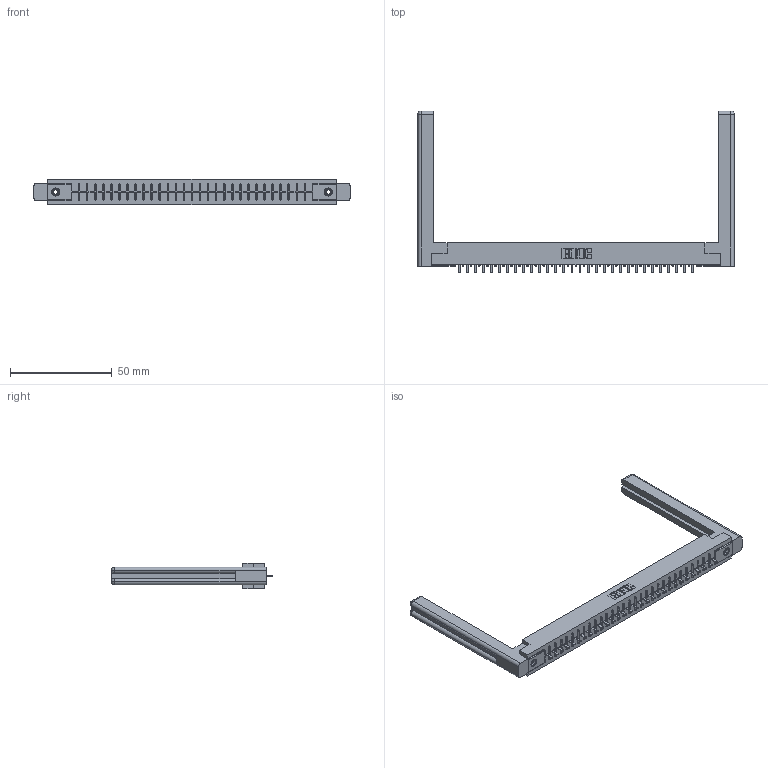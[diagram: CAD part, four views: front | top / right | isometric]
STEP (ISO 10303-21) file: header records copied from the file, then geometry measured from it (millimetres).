
FILE_DESCRIPTION (( 'STEP AP203' ), '1' );
FILE_NAME ('356-030-421-158.STEP', '2020-09-23T20:38:21', ( '' ), ( '' ), 'SwSTEP 2.0', 'SolidWorks 2020', '' );
FILE_SCHEMA (( 'CONFIG_CONTROL_DESIGN' ));
Length unit declared in the file: inch
Products named in the file (5): 306 Part_.156 Dia; 307-220-058; 345-250-001_345-250-001-102; 356-030-421-158; 306-290-001_121
Assembly tree (35 placements, depth 2):
  356-030-421-158
    306 Part_.156 Dia
    306-290-001_121  x30
    345-250-001_345-250-001-102  x2
    307-220-058  x2
Bounding box: 155.5 x 79.53 x 12.7 mm (x, y, z)
Volume: 24117 mm3; surface area: 22275.1 mm2
Topology: 35 solids, 35 shells, 2358 faces, 6580 edges, 4212 vertices
Faces by surface type: plane 1562, cylinder 652, sphere 120, cone 12, torus 12
Entity records: 32120 total; most frequent: CARTESIAN_POINT 5400, ORIENTED_EDGE 5294, DIRECTION 5281, EDGE_CURVE 2647, LINE 2059, VECTOR 2059, VERTEX_POINT 1676, AXIS2_PLACEMENT_3D 1611
